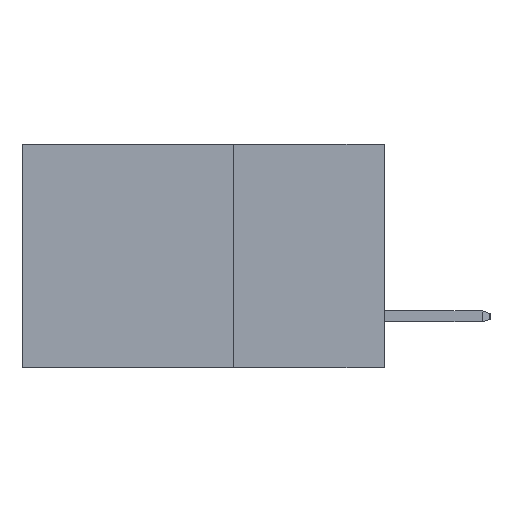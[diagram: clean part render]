
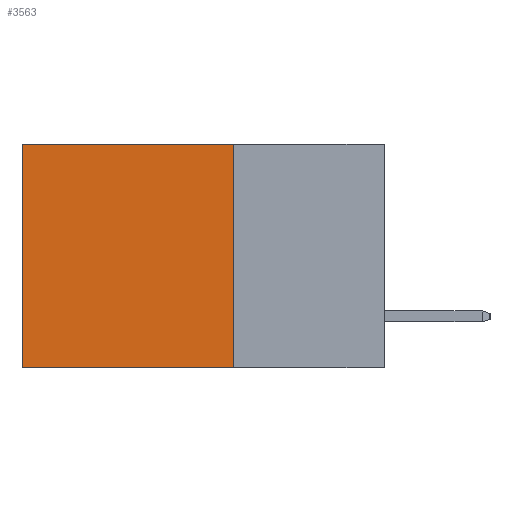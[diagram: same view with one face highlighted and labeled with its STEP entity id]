
A CAD part, left-side view. The second image highlights one B-rep face of the part: STEP entity #3563.
In plain terms, the highlighted planar face has unit normal (-1, 0, 0).
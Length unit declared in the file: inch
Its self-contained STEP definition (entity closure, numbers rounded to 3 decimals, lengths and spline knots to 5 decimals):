
#814 = ORIENTED_EDGE ( 'NONE', *, *, #3372, .F. ) ;
#885 = LINE ( 'NONE', #1583, #14287 ) ;
#1583 = CARTESIAN_POINT ( 'NONE',  ( 0.2615, 0.25, -0.37 ) ) ;
#1999 = ORIENTED_EDGE ( 'NONE', *, *, #3545, .T. ) ;
#3026 = VERTEX_POINT ( 'NONE', #12136 ) ;
#3061 = CARTESIAN_POINT ( 'NONE',  ( 0.2615, 0.6, 0. ) ) ;
#3372 = EDGE_CURVE ( 'NONE', #14897, #3026, #3598, .T. ) ;
#3545 = EDGE_CURVE ( 'NONE', #14897, #13745, #4669, .T. ) ;
#3563 = ADVANCED_FACE ( 'NONE', ( #4234 ), #11227, .F. ) ;
#3598 = LINE ( 'NONE', #14101, #13394 ) ;
#4116 = ORIENTED_EDGE ( 'NONE', *, *, #6688, .F. ) ;
#4234 = FACE_OUTER_BOUND ( 'NONE', #9951, .T. ) ;
#4669 = LINE ( 'NONE', #11032, #7732 ) ;
#6688 = EDGE_CURVE ( 'NONE', #3026, #13087, #885, .T. ) ;
#7460 = VECTOR ( 'NONE', #13334, 39.37008 ) ;
#7732 = VECTOR ( 'NONE', #10975, 39.37008 ) ;
#9757 = ORIENTED_EDGE ( 'NONE', *, *, #13045, .T. ) ;
#9951 = EDGE_LOOP ( 'NONE', ( #9757, #4116, #814, #1999 ) ) ;
#10389 = CARTESIAN_POINT ( 'NONE',  ( 0.2615, 0.25, 0. ) ) ;
#10686 = DIRECTION ( 'NONE',  ( 0., 0., -1. ) ) ;
#10805 = CARTESIAN_POINT ( 'NONE',  ( 0.2615, 0.6, -0.37 ) ) ;
#10808 = DIRECTION ( 'NONE',  ( 1., 0., 0. ) ) ;
#10845 = CARTESIAN_POINT ( 'NONE',  ( 0.2615, 0.25, -0.37 ) ) ;
#10975 = DIRECTION ( 'NONE',  ( 0., 1., 0. ) ) ;
#11032 = CARTESIAN_POINT ( 'NONE',  ( 0.2615, 0.25, 0. ) ) ;
#11227 = PLANE ( 'NONE',  #14021 ) ;
#12136 = CARTESIAN_POINT ( 'NONE',  ( 0.2615, 0.25, -0.37 ) ) ;
#12148 = CARTESIAN_POINT ( 'NONE',  ( 0.2615, 0.6, -0.37 ) ) ;
#13045 = EDGE_CURVE ( 'NONE', #13745, #13087, #14534, .T. ) ;
#13087 = VERTEX_POINT ( 'NONE', #12148 ) ;
#13198 = DIRECTION ( 'NONE',  ( 0., 1., 0. ) ) ;
#13334 = DIRECTION ( 'NONE',  ( 0., 0., -1. ) ) ;
#13394 = VECTOR ( 'NONE', #14171, 39.37008 ) ;
#13745 = VERTEX_POINT ( 'NONE', #3061 ) ;
#14021 = AXIS2_PLACEMENT_3D ( 'NONE', #10845, #10808, #10686 ) ;
#14101 = CARTESIAN_POINT ( 'NONE',  ( 0.2615, 0.25, -0.37 ) ) ;
#14171 = DIRECTION ( 'NONE',  ( 0., 0., -1. ) ) ;
#14287 = VECTOR ( 'NONE', #13198, 39.37008 ) ;
#14534 = LINE ( 'NONE', #10805, #7460 ) ;
#14897 = VERTEX_POINT ( 'NONE', #10389 ) ;
